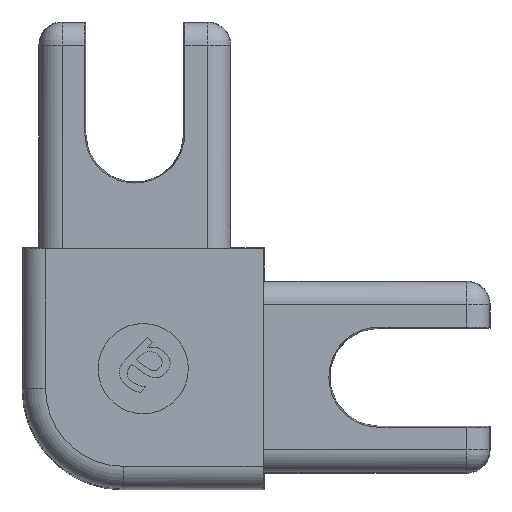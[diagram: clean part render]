
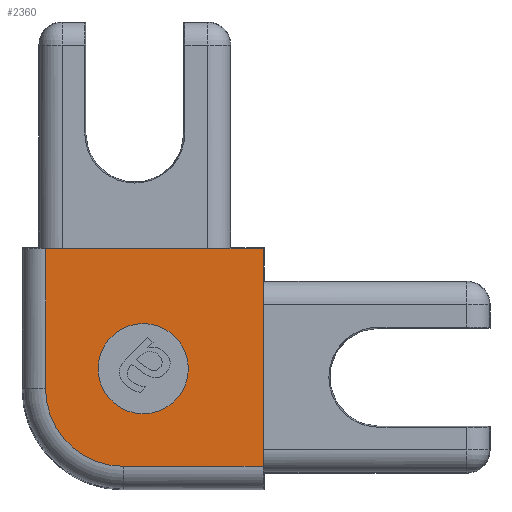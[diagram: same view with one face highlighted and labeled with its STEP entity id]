
A CAD part, top view. The second image highlights one B-rep face of the part: STEP entity #2360.
In plain terms, the highlighted planar face has unit normal (0, 0, 1).
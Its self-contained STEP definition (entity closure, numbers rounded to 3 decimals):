
#29 = CIRCLE ( 'NONE', #786, 4. ) ;
#114 = VERTEX_POINT ( 'NONE', #1142 ) ;
#150 = LINE ( 'NONE', #3448, #1989 ) ;
#172 = EDGE_LOOP ( 'NONE', ( #860, #3578, #1300, #2125, #562 ) ) ;
#299 = DIRECTION ( 'NONE',  ( 0., 0., 1. ) ) ;
#423 = ORIENTED_EDGE ( 'NONE', *, *, #3693, .F. ) ;
#498 = EDGE_CURVE ( 'NONE', #3396, #1534, #2427, .T. ) ;
#562 = ORIENTED_EDGE ( 'NONE', *, *, #2907, .T. ) ;
#758 = CARTESIAN_POINT ( 'NONE',  ( -8.662, -1.75, 7. ) ) ;
#786 = AXIS2_PLACEMENT_3D ( 'NONE', #3329, #1848, #3034 ) ;
#817 = EDGE_CURVE ( 'NONE', #114, #3835, #150, .T. ) ;
#860 = ORIENTED_EDGE ( 'NONE', *, *, #498, .T. ) ;
#970 = AXIS2_PLACEMENT_3D ( 'NONE', #2270, #1295, #1022 ) ;
#975 = VECTOR ( 'NONE', #1578, 1000. ) ;
#1022 = DIRECTION ( 'NONE',  ( 1., 0., 0. ) ) ;
#1061 = FACE_OUTER_BOUND ( 'NONE', #172, .T. ) ;
#1130 = EDGE_CURVE ( 'NONE', #2471, #114, #1878, .T. ) ;
#1142 = CARTESIAN_POINT ( 'NONE',  ( 10.628, 10.628, 7. ) ) ;
#1167 = DIRECTION ( 'NONE',  ( 1., 0., 0. ) ) ;
#1193 = DIRECTION ( 'NONE',  ( 1., 0., 0. ) ) ;
#1295 = DIRECTION ( 'NONE',  ( 0., 0., 1. ) ) ;
#1300 = ORIENTED_EDGE ( 'NONE', *, *, #1130, .T. ) ;
#1309 = CARTESIAN_POINT ( 'NONE',  ( -8.662, 10.628, 7. ) ) ;
#1318 = FACE_BOUND ( 'NONE', #3420, .T. ) ;
#1346 = DIRECTION ( 'NONE',  ( 1., 0., 0. ) ) ;
#1527 = VERTEX_POINT ( 'NONE', #1891 ) ;
#1534 = VERTEX_POINT ( 'NONE', #2536 ) ;
#1547 = AXIS2_PLACEMENT_3D ( 'NONE', #1773, #299, #1193 ) ;
#1578 = DIRECTION ( 'NONE',  ( 0., 1., 0. ) ) ;
#1773 = CARTESIAN_POINT ( 'NONE',  ( 0., 0., 7. ) ) ;
#1806 = VECTOR ( 'NONE', #3453, 1000. ) ;
#1848 = DIRECTION ( 'NONE',  ( 0., 0., 1. ) ) ;
#1878 = LINE ( 'NONE', #3063, #975 ) ;
#1891 = CARTESIAN_POINT ( 'NONE',  ( 4., 0., 7. ) ) ;
#1941 = DIRECTION ( 'NONE',  ( -1., 0., 0. ) ) ;
#1946 = LINE ( 'NONE', #3346, #1995 ) ;
#1964 = LINE ( 'NONE', #3474, #1806 ) ;
#1989 = VECTOR ( 'NONE', #1941, 1000. ) ;
#1995 = VECTOR ( 'NONE', #1346, 1000. ) ;
#2018 = DIRECTION ( 'NONE',  ( 0., 0., 1. ) ) ;
#2067 = CARTESIAN_POINT ( 'NONE',  ( -1.75, -1.75, 7. ) ) ;
#2125 = ORIENTED_EDGE ( 'NONE', *, *, #817, .T. ) ;
#2270 = CARTESIAN_POINT ( 'NONE',  ( 10.75, -10.75, 7. ) ) ;
#2360 = ADVANCED_FACE ( 'NONE', ( #1318, #1061 ), #3688, .T. ) ;
#2427 = CIRCLE ( 'NONE', #3790, 6.912 ) ;
#2471 = VERTEX_POINT ( 'NONE', #3644 ) ;
#2536 = CARTESIAN_POINT ( 'NONE',  ( -1.75, -8.662, 7. ) ) ;
#2702 = EDGE_CURVE ( 'NONE', #3414, #1527, #3476, .T. ) ;
#2907 = EDGE_CURVE ( 'NONE', #3835, #3396, #1964, .T. ) ;
#3034 = DIRECTION ( 'NONE',  ( 1., 0., 0. ) ) ;
#3063 = CARTESIAN_POINT ( 'NONE',  ( 10.628, 10.75, 7. ) ) ;
#3327 = ORIENTED_EDGE ( 'NONE', *, *, #2702, .F. ) ;
#3329 = CARTESIAN_POINT ( 'NONE',  ( 0., 0., 7. ) ) ;
#3346 = CARTESIAN_POINT ( 'NONE',  ( 10.628, -8.662, 7. ) ) ;
#3390 = CARTESIAN_POINT ( 'NONE',  ( -4., 0., 7. ) ) ;
#3396 = VERTEX_POINT ( 'NONE', #758 ) ;
#3414 = VERTEX_POINT ( 'NONE', #3390 ) ;
#3420 = EDGE_LOOP ( 'NONE', ( #423, #3327 ) ) ;
#3448 = CARTESIAN_POINT ( 'NONE',  ( -10.75, 10.628, 7. ) ) ;
#3453 = DIRECTION ( 'NONE',  ( 0., -1., 0. ) ) ;
#3474 = CARTESIAN_POINT ( 'NONE',  ( -8.662, -1.75, 7. ) ) ;
#3476 = CIRCLE ( 'NONE', #1547, 4. ) ;
#3578 = ORIENTED_EDGE ( 'NONE', *, *, #3765, .T. ) ;
#3644 = CARTESIAN_POINT ( 'NONE',  ( 10.628, -8.662, 7. ) ) ;
#3688 = PLANE ( 'NONE',  #970 ) ;
#3693 = EDGE_CURVE ( 'NONE', #1527, #3414, #29, .T. ) ;
#3765 = EDGE_CURVE ( 'NONE', #1534, #2471, #1946, .T. ) ;
#3790 = AXIS2_PLACEMENT_3D ( 'NONE', #2067, #2018, #1167 ) ;
#3835 = VERTEX_POINT ( 'NONE', #1309 ) ;
